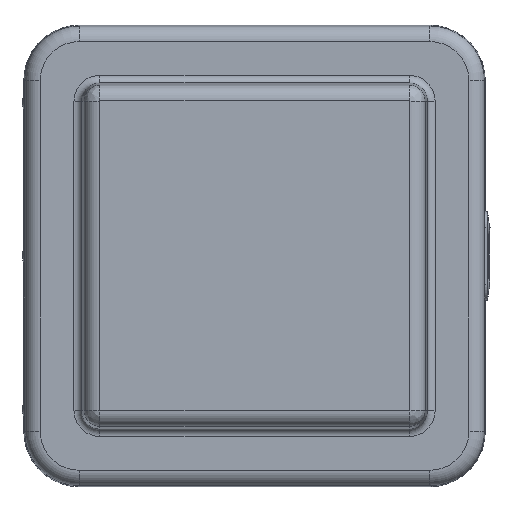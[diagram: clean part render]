
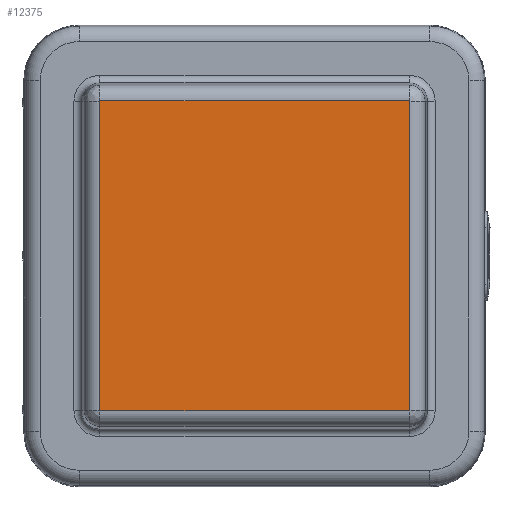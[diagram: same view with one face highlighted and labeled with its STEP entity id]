
A CAD part, top view. The second image highlights one B-rep face of the part: STEP entity #12375.
In plain terms, the highlighted planar face has unit normal (0, 0, 1).
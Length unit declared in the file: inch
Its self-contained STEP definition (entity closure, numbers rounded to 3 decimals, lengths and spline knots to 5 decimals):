
#802=LINE($,#21690,#1695);
#805=LINE($,#21697,#1698);
#806=LINE($,#21730,#1699);
#809=LINE($,#21737,#1702);
#1695=VECTOR($,#16346,5.0411);
#1698=VECTOR($,#16353,5.0411);
#1699=VECTOR($,#16370,5.0411);
#1702=VECTOR($,#16377,5.0411);
#2371=PLANE($,#13587);
#3494=FACE_OUTER_BOUND($,#4388,.T.);
#4388=EDGE_LOOP($,(#10286,#10287,#10288,#10289,#10290,#10291,#10292,#10293));
#5172=CIRCLE($,#13562,0.00858);
#5178=CIRCLE($,#13570,0.00858);
#5182=CIRCLE($,#13574,0.00858);
#5186=CIRCLE($,#13580,0.00858);
#6117=VERTEX_POINT($,#21679);
#6118=VERTEX_POINT($,#21681);
#6121=VERTEX_POINT($,#21688);
#6122=VERTEX_POINT($,#21693);
#6125=VERTEX_POINT($,#21708);
#6126=VERTEX_POINT($,#21721);
#6129=VERTEX_POINT($,#21728);
#6130=VERTEX_POINT($,#21733);
#7597=EDGE_CURVE($,#6117,#6118,#5172,.T.);
#7601=EDGE_CURVE($,#6121,#6117,#802,.T.);
#7605=EDGE_CURVE($,#6118,#6122,#805,.T.);
#7607=EDGE_CURVE($,#6125,#6121,#5178,.T.);
#7611=EDGE_CURVE($,#6122,#6126,#5182,.T.);
#7613=EDGE_CURVE($,#6129,#6125,#806,.T.);
#7617=EDGE_CURVE($,#6126,#6130,#809,.T.);
#7619=EDGE_CURVE($,#6130,#6129,#5186,.T.);
#10286=ORIENTED_EDGE($,*,*,#7597,.F.);
#10287=ORIENTED_EDGE($,*,*,#7601,.F.);
#10288=ORIENTED_EDGE($,*,*,#7607,.F.);
#10289=ORIENTED_EDGE($,*,*,#7613,.F.);
#10290=ORIENTED_EDGE($,*,*,#7619,.F.);
#10291=ORIENTED_EDGE($,*,*,#7617,.F.);
#10292=ORIENTED_EDGE($,*,*,#7611,.F.);
#10293=ORIENTED_EDGE($,*,*,#7605,.F.);
#12375=ADVANCED_FACE($,(#3494),#2371,.T.);
#13562=AXIS2_PLACEMENT_3D($,#21682,#16336,#16337);
#13570=AXIS2_PLACEMENT_3D($,#21710,#16356,#16357);
#13574=AXIS2_PLACEMENT_3D($,#21725,#16364,#16365);
#13580=AXIS2_PLACEMENT_3D($,#21748,#16380,#16381);
#13587=AXIS2_PLACEMENT_3D($,#21767,#16401,#16402);
#16336=DIRECTION('center_axis',(0.,0.,-1.));
#16337=DIRECTION('ref_axis',(0.707,-0.707,0.));
#16346=DIRECTION($,(0.,-1.,0.));
#16353=DIRECTION($,(-1.,0.,0.));
#16356=DIRECTION('center_axis',(0.,0.,-1.));
#16357=DIRECTION('ref_axis',(0.707,0.707,0.));
#16364=DIRECTION('center_axis',(0.,0.,-1.));
#16365=DIRECTION('ref_axis',(-0.707,-0.707,0.));
#16370=DIRECTION($,(1.,0.,0.));
#16377=DIRECTION($,(0.,1.,0.));
#16380=DIRECTION('center_axis',(0.,0.,-1.));
#16381=DIRECTION('ref_axis',(-0.707,0.707,0.));
#16401=DIRECTION('center_axis',(0.,0.,1.));
#16402=DIRECTION('ref_axis',(1.,0.,0.));
#21679=CARTESIAN_POINT('',(2.52913,-2.52055,2.26));
#21681=CARTESIAN_POINT('',(2.52055,-2.52913,2.26));
#21682=CARTESIAN_POINT('Origin',(2.52055,-2.52055,2.26));
#21688=CARTESIAN_POINT('',(2.52913,2.52055,2.26));
#21690=CARTESIAN_POINT($,(2.52913,2.52055,2.26));
#21693=CARTESIAN_POINT('',(-2.52055,-2.52913,2.26));
#21697=CARTESIAN_POINT($,(2.52055,-2.52913,2.26));
#21708=CARTESIAN_POINT('',(2.52055,2.52913,2.26));
#21710=CARTESIAN_POINT('Origin',(2.52055,2.52055,2.26));
#21721=CARTESIAN_POINT('',(-2.52913,-2.52055,2.26));
#21725=CARTESIAN_POINT('Origin',(-2.52055,-2.52055,2.26));
#21728=CARTESIAN_POINT('',(-2.52055,2.52913,2.26));
#21730=CARTESIAN_POINT($,(-2.52055,2.52913,2.26));
#21733=CARTESIAN_POINT('',(-2.52913,2.52055,2.26));
#21737=CARTESIAN_POINT($,(-2.52913,-2.52055,2.26));
#21748=CARTESIAN_POINT('Origin',(-2.52055,2.52055,2.26));
#21767=CARTESIAN_POINT('Origin',(0.,0.,2.26));
